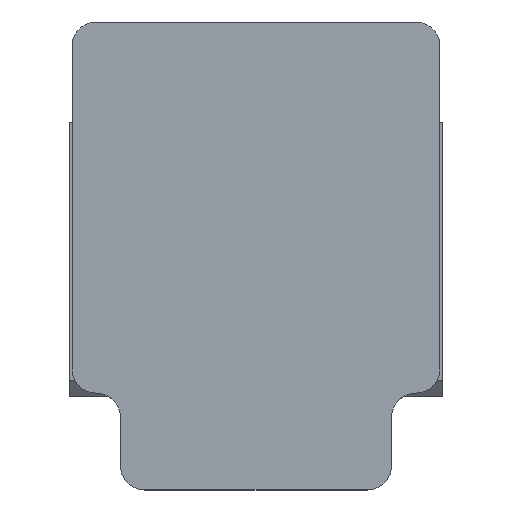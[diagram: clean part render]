
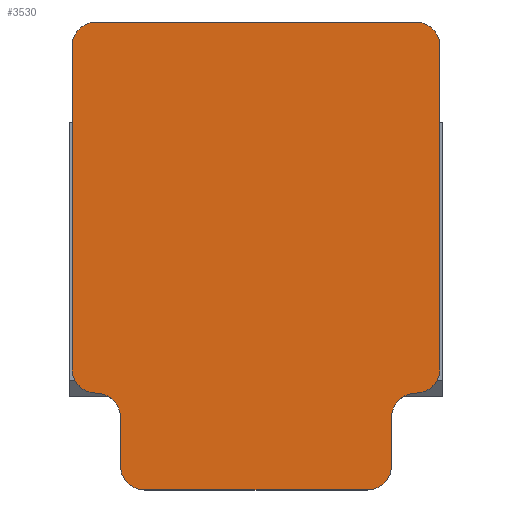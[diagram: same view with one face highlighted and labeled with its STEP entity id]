
A CAD part, top view. The second image highlights one B-rep face of the part: STEP entity #3530.
In plain terms, the highlighted planar face has unit normal (0, 0, 1).
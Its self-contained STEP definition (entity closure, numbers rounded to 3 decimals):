
#164=CIRCLE('',#3828,0.75);
#165=CIRCLE('',#3829,0.75);
#166=CIRCLE('',#3830,0.75);
#167=CIRCLE('',#3831,0.75);
#168=CIRCLE('',#3832,0.75);
#169=CIRCLE('',#3833,0.75);
#170=CIRCLE('',#3834,0.75);
#171=CIRCLE('',#3835,0.75);
#1044=ORIENTED_EDGE('',*,*,#1604,.F.);
#1045=ORIENTED_EDGE('',*,*,#1621,.T.);
#1046=ORIENTED_EDGE('',*,*,#1622,.T.);
#1047=ORIENTED_EDGE('',*,*,#1618,.F.);
#1048=ORIENTED_EDGE('',*,*,#1623,.T.);
#1049=ORIENTED_EDGE('',*,*,#1615,.F.);
#1050=ORIENTED_EDGE('',*,*,#1624,.T.);
#1051=ORIENTED_EDGE('',*,*,#1612,.F.);
#1052=ORIENTED_EDGE('',*,*,#1625,.T.);
#1053=ORIENTED_EDGE('',*,*,#1626,.T.);
#1054=ORIENTED_EDGE('',*,*,#1609,.F.);
#1055=ORIENTED_EDGE('',*,*,#1627,.T.);
#1056=ORIENTED_EDGE('',*,*,#1606,.F.);
#1057=ORIENTED_EDGE('',*,*,#1628,.T.);
#1604=EDGE_CURVE('',#1954,#1955,#2338,.T.);
#1606=EDGE_CURVE('',#1956,#1957,#2340,.T.);
#1609=EDGE_CURVE('',#1958,#1959,#2343,.T.);
#1612=EDGE_CURVE('',#1960,#1961,#2346,.T.);
#1615=EDGE_CURVE('',#1962,#1963,#2349,.T.);
#1618=EDGE_CURVE('',#1964,#1965,#2352,.T.);
#1621=EDGE_CURVE('',#1954,#1966,#164,.F.);
#1622=EDGE_CURVE('',#1966,#1965,#165,.T.);
#1623=EDGE_CURVE('',#1964,#1963,#166,.F.);
#1624=EDGE_CURVE('',#1962,#1961,#167,.F.);
#1625=EDGE_CURVE('',#1960,#1967,#168,.T.);
#1626=EDGE_CURVE('',#1967,#1959,#169,.F.);
#1627=EDGE_CURVE('',#1958,#1957,#170,.F.);
#1628=EDGE_CURVE('',#1956,#1955,#171,.F.);
#1954=VERTEX_POINT('',#5766);
#1955=VERTEX_POINT('',#5768);
#1956=VERTEX_POINT('',#5772);
#1957=VERTEX_POINT('',#5773);
#1958=VERTEX_POINT('',#5778);
#1959=VERTEX_POINT('',#5779);
#1960=VERTEX_POINT('',#5784);
#1961=VERTEX_POINT('',#5785);
#1962=VERTEX_POINT('',#5790);
#1963=VERTEX_POINT('',#5791);
#1964=VERTEX_POINT('',#5796);
#1965=VERTEX_POINT('',#5797);
#1966=VERTEX_POINT('',#5802);
#1967=VERTEX_POINT('',#5807);
#2338=LINE('',#5767,#2742);
#2340=LINE('',#5771,#2744);
#2343=LINE('',#5777,#2747);
#2346=LINE('',#5783,#2750);
#2349=LINE('',#5789,#2753);
#2352=LINE('',#5795,#2756);
#2742=VECTOR('',#4677,1000.);
#2744=VECTOR('',#4681,1000.);
#2747=VECTOR('',#4686,1000.);
#2750=VECTOR('',#4691,1000.);
#2753=VECTOR('',#4696,1000.);
#2756=VECTOR('',#4701,1000.);
#2974=EDGE_LOOP('',(#1044,#1045,#1046,#1047,#1048,#1049,#1050,#1051,#1052,
#1053,#1054,#1055,#1056,#1057));
#3184=FACE_BOUND('',#2974,.T.);
#3345=PLANE('',#3827);
#3530=ADVANCED_FACE('',(#3184),#3345,.F.);
#3827=AXIS2_PLACEMENT_3D('',#5800,#4704,#4705);
#3828=AXIS2_PLACEMENT_3D('',#5801,#4706,#4707);
#3829=AXIS2_PLACEMENT_3D('',#5803,#4708,#4709);
#3830=AXIS2_PLACEMENT_3D('',#5804,#4710,#4711);
#3831=AXIS2_PLACEMENT_3D('',#5805,#4712,#4713);
#3832=AXIS2_PLACEMENT_3D('',#5806,#4714,#4715);
#3833=AXIS2_PLACEMENT_3D('',#5808,#4716,#4717);
#3834=AXIS2_PLACEMENT_3D('',#5809,#4718,#4719);
#3835=AXIS2_PLACEMENT_3D('',#5810,#4720,#4721);
#4677=DIRECTION('',(0.,-1.,0.));
#4681=DIRECTION('',(-1.,0.,0.));
#4686=DIRECTION('',(0.,1.,0.));
#4691=DIRECTION('',(0.,1.,0.));
#4696=DIRECTION('',(1.,0.,0.));
#4701=DIRECTION('',(0.,-1.,0.));
#4704=DIRECTION('',(0.,0.,-1.));
#4705=DIRECTION('',(-1.,0.,0.));
#4706=DIRECTION('',(0.,0.,-1.));
#4707=DIRECTION('',(-1.,0.,0.));
#4708=DIRECTION('',(0.,0.,-1.));
#4709=DIRECTION('',(-1.,0.,0.));
#4710=DIRECTION('',(0.,0.,-1.));
#4711=DIRECTION('',(-1.,0.,0.));
#4712=DIRECTION('',(0.,0.,-1.));
#4713=DIRECTION('',(-1.,0.,0.));
#4714=DIRECTION('',(0.,0.,-1.));
#4715=DIRECTION('',(-1.,0.,0.));
#4716=DIRECTION('',(0.,0.,-1.));
#4717=DIRECTION('',(-1.,0.,0.));
#4718=DIRECTION('',(0.,0.,-1.));
#4719=DIRECTION('',(-1.,0.,0.));
#4720=DIRECTION('',(0.,0.,-1.));
#4721=DIRECTION('',(-1.,0.,0.));
#5766=CARTESIAN_POINT('',(5.7,5.,0.98));
#5767=CARTESIAN_POINT('',(5.7,5.75,0.98));
#5768=CARTESIAN_POINT('',(5.7,-5.,0.98));
#5771=CARTESIAN_POINT('',(5.7,-5.75,0.98));
#5772=CARTESIAN_POINT('',(4.95,-5.75,0.98));
#5773=CARTESIAN_POINT('',(-4.95,-5.75,0.98));
#5777=CARTESIAN_POINT('',(-5.7,-5.75,0.98));
#5778=CARTESIAN_POINT('',(-5.7,-5.,0.98));
#5779=CARTESIAN_POINT('',(-5.7,5.,0.98));
#5783=CARTESIAN_POINT('',(-4.2,8.75,0.98));
#5784=CARTESIAN_POINT('',(-4.2,6.5,0.98));
#5785=CARTESIAN_POINT('',(-4.2,8.,0.98));
#5789=CARTESIAN_POINT('',(4.2,8.75,0.98));
#5790=CARTESIAN_POINT('',(-3.45,8.75,0.98));
#5791=CARTESIAN_POINT('',(3.45,8.75,0.98));
#5795=CARTESIAN_POINT('',(4.2,5.75,0.98));
#5796=CARTESIAN_POINT('',(4.2,8.,0.98));
#5797=CARTESIAN_POINT('',(4.2,6.5,0.98));
#5800=CARTESIAN_POINT('',(0.,0.,0.98));
#5801=CARTESIAN_POINT('',(4.95,5.,0.98));
#5802=CARTESIAN_POINT('',(4.95,5.75,0.98));
#5803=CARTESIAN_POINT('',(4.95,6.5,0.98));
#5804=CARTESIAN_POINT('',(3.45,8.,0.98));
#5805=CARTESIAN_POINT('',(-3.45,8.,0.98));
#5806=CARTESIAN_POINT('',(-4.95,6.5,0.98));
#5807=CARTESIAN_POINT('',(-4.95,5.75,0.98));
#5808=CARTESIAN_POINT('',(-4.95,5.,0.98));
#5809=CARTESIAN_POINT('',(-4.95,-5.,0.98));
#5810=CARTESIAN_POINT('',(4.95,-5.,0.98));
